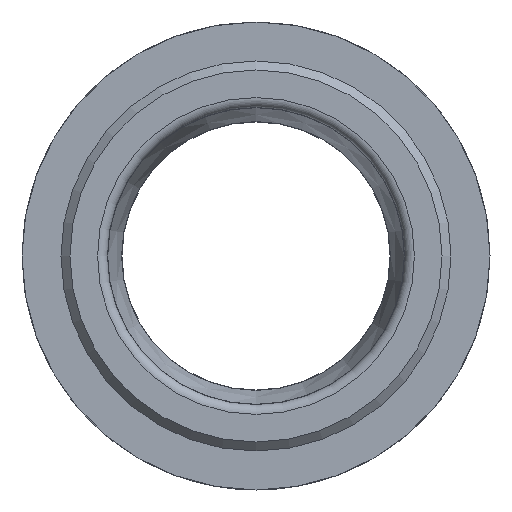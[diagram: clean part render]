
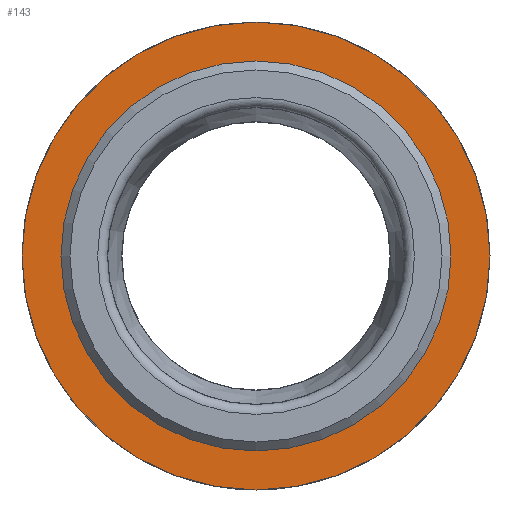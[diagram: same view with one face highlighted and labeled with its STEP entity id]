
A CAD part, left-side view. The second image highlights one B-rep face of the part: STEP entity #143.
In plain terms, the highlighted planar face has unit normal (-1, 0, 0).
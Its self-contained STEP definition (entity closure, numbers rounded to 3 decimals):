
#143 = ADVANCED_FACE( '', ( #314, #315 ), #316, .F. );
#314 = FACE_OUTER_BOUND( '', #503, .T. );
#315 = FACE_BOUND( '', #504, .T. );
#316 = PLANE( '', #505 );
#503 = EDGE_LOOP( '', ( #1037 ) );
#504 = EDGE_LOOP( '', ( #1038 ) );
#505 = AXIS2_PLACEMENT_3D( '', #1039, #1040, #1041 );
#1037 = ORIENTED_EDGE( '', *, *, #1273, .F. );
#1038 = ORIENTED_EDGE( '', *, *, #1274, .T. );
#1039 = CARTESIAN_POINT( '', ( 17., 19.08, 0. ) );
#1040 = DIRECTION( '', ( 1., 0., 0. ) );
#1041 = DIRECTION( '', ( 0., 0., -1. ) );
#1273 = EDGE_CURVE( '', #1558, #1558, #1559, .T. );
#1274 = EDGE_CURVE( '', #1560, #1560, #1561, .T. );
#1558 = VERTEX_POINT( '', #2090 );
#1559 = CIRCLE( '', #2091, 24. );
#1560 = VERTEX_POINT( '', #2092 );
#1561 = CIRCLE( '', #2093, 19.08 );
#2090 = CARTESIAN_POINT( '', ( 17., 0., -24. ) );
#2091 = AXIS2_PLACEMENT_3D( '', #2337, #2338, #2339 );
#2092 = CARTESIAN_POINT( '', ( 17., 0., -19.08 ) );
#2093 = AXIS2_PLACEMENT_3D( '', #2340, #2341, #2342 );
#2337 = CARTESIAN_POINT( '', ( 17., 0., 0. ) );
#2338 = DIRECTION( '', ( 1., 0., 0. ) );
#2339 = DIRECTION( '', ( 0., 0., -1. ) );
#2340 = CARTESIAN_POINT( '', ( 17., 0., 0. ) );
#2341 = DIRECTION( '', ( 1., 0., 0. ) );
#2342 = DIRECTION( '', ( 0., 0., -1. ) );
